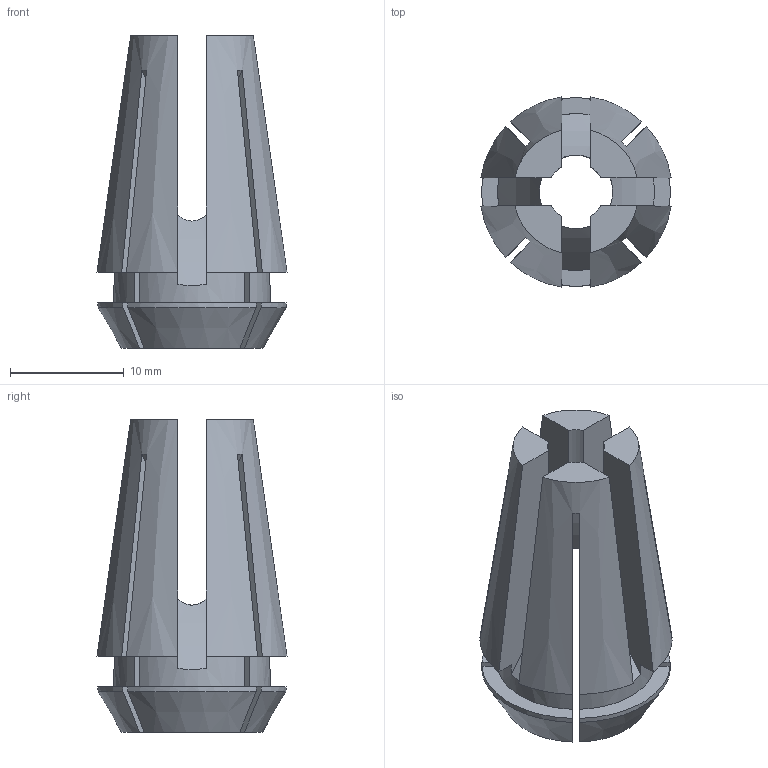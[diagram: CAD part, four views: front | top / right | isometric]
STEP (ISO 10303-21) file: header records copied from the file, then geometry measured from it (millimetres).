
FILE_DESCRIPTION (( 'STEP AP203' ), '1' );
FILE_NAME ('STP-05320-255.STEP', '2020-08-21T06:44:28', ( '' ), ( '' ), 'SwSTEP 2.0', 'SolidWorks 2017', '' );
FILE_SCHEMA (( 'CONFIG_CONTROL_DESIGN' ));
Length unit declared in the file: millimetre
Products named in the file (1): STP-05320-255
Bounding box: 16.74 x 16.74 x 27.5 mm (x, y, z)
Volume: 2525.3 mm3; surface area: 3007.4 mm2
Topology: 1 solids, 1 shells, 100 faces, 299 edges, 199 vertices
Faces by surface type: plane 52, cylinder 39, cone 9
Entity records: 3603 total; most frequent: CARTESIAN_POINT 820, ORIENTED_EDGE 598, DIRECTION 554, EDGE_CURVE 299, AXIS2_PLACEMENT_3D 201, VERTEX_POINT 199, VECTOR 152, LINE 152
